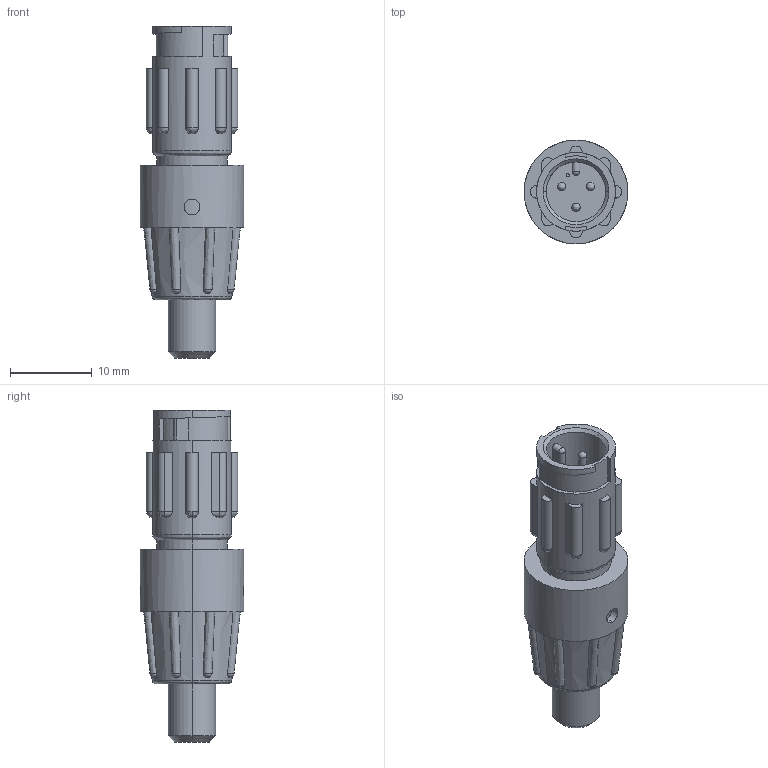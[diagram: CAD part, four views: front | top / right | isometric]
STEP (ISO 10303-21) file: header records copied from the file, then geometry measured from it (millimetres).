
FILE_DESCRIPTION (( 'STEP AP203' ), '1' );
FILE_NAME ('18282-3PG-315.STEP', '2012-12-28T17:21:05', ( '21FPBF1' ), ( 'Conxall' ), 'SwSTEP 2.0', 'SolidWorks 2012', '' );
FILE_SCHEMA (( 'CONFIG_CONTROL_DESIGN' ));
Length unit declared in the file: inch
Products named in the file (1): 18282-3PG-315
Bounding box: 12.7 x 12.7 x 40.64 mm (x, y, z)
Volume: 2803 mm3; surface area: 1962.4 mm2
Topology: 1 solids, 1 shells, 164 faces, 451 edges, 295 vertices
Faces by surface type: cylinder 62, plane 60, bspline 36, cone 6
Entity records: 11186 total; most frequent: CARTESIAN_POINT 7328, ORIENTED_EDGE 882, DIRECTION 661, EDGE_CURVE 441, VERTEX_POINT 295, AXIS2_PLACEMENT_3D 263, EDGE_LOOP 180, B_SPLINE_CURVE_WITH_KNOTS 169
